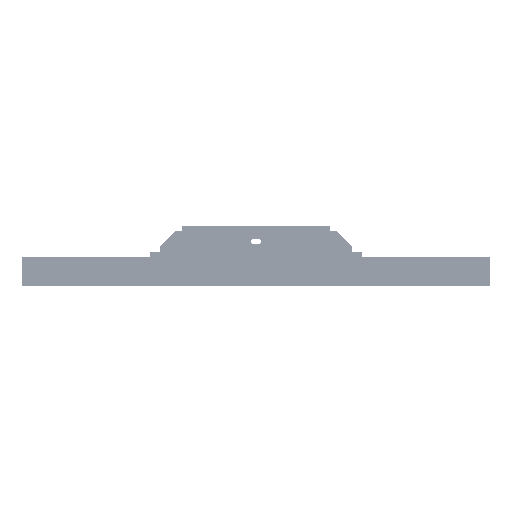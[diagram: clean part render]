
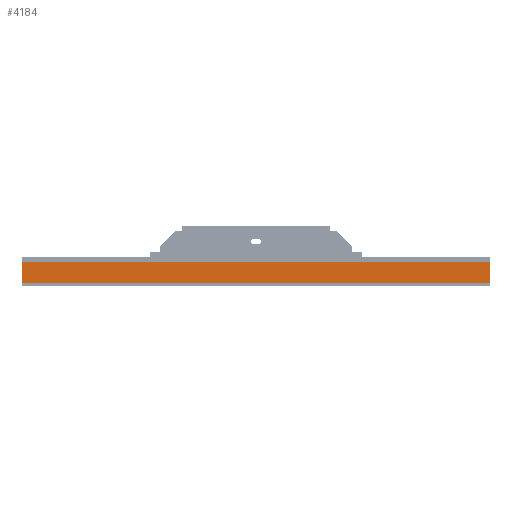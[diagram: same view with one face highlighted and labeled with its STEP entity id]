
A CAD part, left-side view. The second image highlights one B-rep face of the part: STEP entity #4184.
In plain terms, the highlighted planar face has unit normal (-1, 0, 0).
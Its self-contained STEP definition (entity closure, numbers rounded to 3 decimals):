
#138=LINE('',#12830,#543);
#146=LINE('',#12845,#551);
#147=LINE('',#12847,#552);
#148=LINE('',#12848,#553);
#543=VECTOR('',#5035,10.);
#551=VECTOR('',#5047,10.);
#552=VECTOR('',#5050,10.);
#553=VECTOR('',#5051,10.);
#1176=FACE_OUTER_BOUND('',#1408,.T.);
#1408=EDGE_LOOP('',(#3028,#3029,#3030,#3031));
#1966=VERTEX_POINT('',#12826);
#1968=VERTEX_POINT('',#12829);
#1972=VERTEX_POINT('',#12841);
#1973=VERTEX_POINT('',#12843);
#2382=EDGE_CURVE('',#1966,#1968,#138,.T.);
#2390=EDGE_CURVE('',#1972,#1973,#146,.T.);
#2391=EDGE_CURVE('',#1972,#1966,#147,.T.);
#2392=EDGE_CURVE('',#1968,#1973,#148,.T.);
#3028=ORIENTED_EDGE('',*,*,#2391,.F.);
#3029=ORIENTED_EDGE('',*,*,#2390,.T.);
#3030=ORIENTED_EDGE('',*,*,#2392,.F.);
#3031=ORIENTED_EDGE('',*,*,#2382,.F.);
#4015=PLANE('',#4487);
#4184=ADVANCED_FACE('',(#1176),#4015,.T.);
#4487=AXIS2_PLACEMENT_3D('',#12846,#5048,#5049);
#5035=DIRECTION('',(0.,0.,-1.));
#5047=DIRECTION('',(0.,0.,-1.));
#5048=DIRECTION('center_axis',(-1.,0.,0.));
#5049=DIRECTION('ref_axis',(0.,1.,0.));
#5050=DIRECTION('',(0.,-1.,0.));
#5051=DIRECTION('',(0.,1.,0.));
#12826=CARTESIAN_POINT('',(-320.,-220.,0.));
#12829=CARTESIAN_POINT('',(-320.,-220.,-20.));
#12830=CARTESIAN_POINT('',(-320.,-220.,0.));
#12841=CARTESIAN_POINT('',(-320.,220.,0.));
#12843=CARTESIAN_POINT('',(-320.,220.,-20.));
#12845=CARTESIAN_POINT('',(-320.,220.,0.));
#12846=CARTESIAN_POINT('Origin',(-320.,-220.,0.));
#12847=CARTESIAN_POINT('',(-320.,220.,0.));
#12848=CARTESIAN_POINT('',(-320.,220.,-20.));
